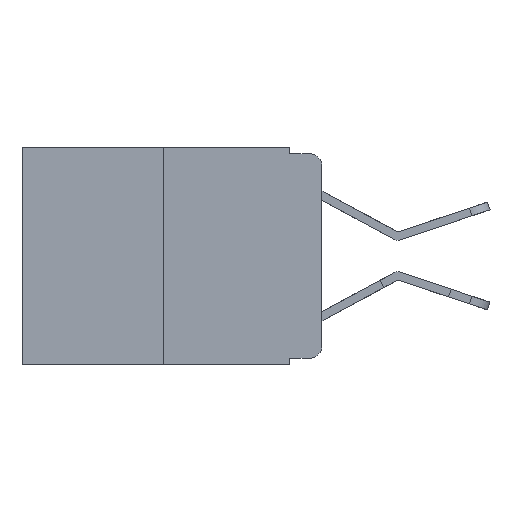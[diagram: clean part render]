
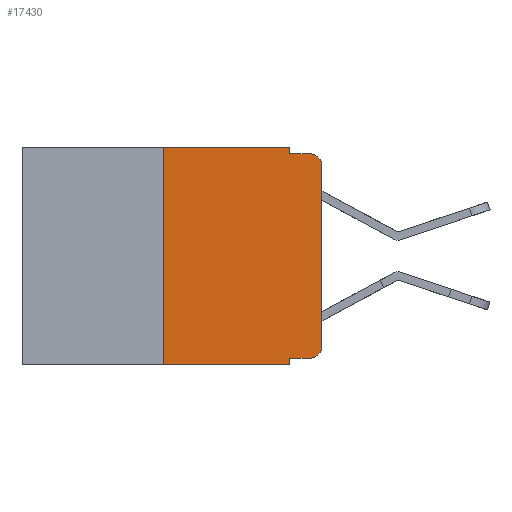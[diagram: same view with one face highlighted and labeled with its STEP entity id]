
A CAD part, left-side view. The second image highlights one B-rep face of the part: STEP entity #17430.
In plain terms, the highlighted planar face has unit normal (-1, 0, 0).
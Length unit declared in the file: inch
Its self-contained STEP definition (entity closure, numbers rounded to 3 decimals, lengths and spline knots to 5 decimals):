
#23 = LINE ( 'NONE', #2253, #11350 ) ;
#751 = EDGE_CURVE ( 'NONE', #15443, #8311, #26231, .T. ) ;
#1296 = VECTOR ( 'NONE', #11534, 39.37008 ) ;
#1503 = CARTESIAN_POINT ( 'NONE',  ( 0., 0.051, 0. ) ) ;
#1723 = DIRECTION ( 'NONE',  ( 1., 0., 0. ) ) ;
#1812 = EDGE_CURVE ( 'NONE', #23345, #4089, #21428, .T. ) ;
#2121 = CARTESIAN_POINT ( 'NONE',  ( 0., 0.473, 0. ) ) ;
#2253 = CARTESIAN_POINT ( 'NONE',  ( 0., 0.473, 0. ) ) ;
#2739 = LINE ( 'NONE', #26197, #2782 ) ;
#2782 = VECTOR ( 'NONE', #13469, 39.37008 ) ;
#2849 = ORIENTED_EDGE ( 'NONE', *, *, #6835, .T. ) ;
#3475 = ORIENTED_EDGE ( 'NONE', *, *, #751, .T. ) ;
#3824 = DIRECTION ( 'NONE',  ( 0., 0., -1. ) ) ;
#3877 = CIRCLE ( 'NONE', #20386, 0.02 ) ;
#4089 = VERTEX_POINT ( 'NONE', #21361 ) ;
#4230 = CARTESIAN_POINT ( 'NONE',  ( 0., 0.051, -0.343 ) ) ;
#4231 = FACE_OUTER_BOUND ( 'NONE', #7226, .T. ) ;
#4312 = ORIENTED_EDGE ( 'NONE', *, *, #19789, .F. ) ;
#5491 = CARTESIAN_POINT ( 'NONE',  ( 0., 0., -0.03 ) ) ;
#5721 = LINE ( 'NONE', #26678, #17255 ) ;
#5937 = CARTESIAN_POINT ( 'NONE',  ( 0., 0.051, -0.01 ) ) ;
#6708 = DIRECTION ( 'NONE',  ( 0., -1., 0. ) ) ;
#6835 = EDGE_CURVE ( 'NONE', #8311, #25060, #3877, .T. ) ;
#7226 = EDGE_LOOP ( 'NONE', ( #17636, #13269, #24654, #9063, #21722, #4312, #12217, #13062, #3475, #2849 ) ) ;
#7378 = VERTEX_POINT ( 'NONE', #4230 ) ;
#8249 = PLANE ( 'NONE',  #10866 ) ;
#8311 = VERTEX_POINT ( 'NONE', #19629 ) ;
#8956 = VECTOR ( 'NONE', #26429, 39.37008 ) ;
#9063 = ORIENTED_EDGE ( 'NONE', *, *, #15185, .F. ) ;
#9350 = LINE ( 'NONE', #17896, #8956 ) ;
#9899 = DIRECTION ( 'NONE',  ( 0., 0., 1. ) ) ;
#10866 = AXIS2_PLACEMENT_3D ( 'NONE', #2121, #1723, #3824 ) ;
#11350 = VECTOR ( 'NONE', #6708, 39.37008 ) ;
#11534 = DIRECTION ( 'NONE',  ( 0., -1., 0. ) ) ;
#11569 = EDGE_CURVE ( 'NONE', #25060, #23345, #18839, .T. ) ;
#12217 = ORIENTED_EDGE ( 'NONE', *, *, #15447, .T. ) ;
#12340 = VECTOR ( 'NONE', #14024, 39.37008 ) ;
#12711 = EDGE_CURVE ( 'NONE', #15443, #7378, #9350, .T. ) ;
#13062 = ORIENTED_EDGE ( 'NONE', *, *, #12711, .F. ) ;
#13182 = CARTESIAN_POINT ( 'NONE',  ( 0., 0.051, -0.333 ) ) ;
#13269 = ORIENTED_EDGE ( 'NONE', *, *, #1812, .T. ) ;
#13287 = CARTESIAN_POINT ( 'NONE',  ( 0., 0.02, -0.03 ) ) ;
#13469 = DIRECTION ( 'NONE',  ( 0., -1., 0. ) ) ;
#14024 = DIRECTION ( 'NONE',  ( 0., -1., 0. ) ) ;
#14186 = DIRECTION ( 'NONE',  ( 0., 0., -1. ) ) ;
#14262 = DIRECTION ( 'NONE',  ( -1., 0., 0. ) ) ;
#14621 = DIRECTION ( 'NONE',  ( 0., 0., 1. ) ) ;
#14939 = VERTEX_POINT ( 'NONE', #17839 ) ;
#15185 = EDGE_CURVE ( 'NONE', #17798, #18724, #20373, .T. ) ;
#15443 = VERTEX_POINT ( 'NONE', #13182 ) ;
#15447 = EDGE_CURVE ( 'NONE', #18200, #7378, #2739, .T. ) ;
#16059 = AXIS2_PLACEMENT_3D ( 'NONE', #13287, #14262, #18481 ) ;
#16947 = VECTOR ( 'NONE', #14621, 39.37008 ) ;
#17255 = VECTOR ( 'NONE', #9899, 39.37008 ) ;
#17430 = ADVANCED_FACE ( 'NONE', ( #4231 ), #8249, .F. ) ;
#17636 = ORIENTED_EDGE ( 'NONE', *, *, #11569, .T. ) ;
#17798 = VERTEX_POINT ( 'NONE', #20566 ) ;
#17839 = CARTESIAN_POINT ( 'NONE',  ( 0., 0.25, 0. ) ) ;
#17896 = CARTESIAN_POINT ( 'NONE',  ( 0., 0.051, 0. ) ) ;
#17982 = CARTESIAN_POINT ( 'NONE',  ( 0., 0.051, -0.333 ) ) ;
#18200 = VERTEX_POINT ( 'NONE', #18420 ) ;
#18420 = CARTESIAN_POINT ( 'NONE',  ( 0., 0.25, -0.343 ) ) ;
#18481 = DIRECTION ( 'NONE',  ( 0., 0., -1. ) ) ;
#18724 = VERTEX_POINT ( 'NONE', #5937 ) ;
#18839 = LINE ( 'NONE', #25250, #16947 ) ;
#19344 = DIRECTION ( 'NONE',  ( 0., 0., -1. ) ) ;
#19629 = CARTESIAN_POINT ( 'NONE',  ( 0., 0.02, -0.333 ) ) ;
#19789 = EDGE_CURVE ( 'NONE', #18200, #14939, #5721, .T. ) ;
#20373 = LINE ( 'NONE', #1503, #26862 ) ;
#20386 = AXIS2_PLACEMENT_3D ( 'NONE', #21043, #25900, #19344 ) ;
#20498 = CARTESIAN_POINT ( 'NONE',  ( 0., 0.051, -0.01 ) ) ;
#20566 = CARTESIAN_POINT ( 'NONE',  ( 0., 0.051, 0. ) ) ;
#21043 = CARTESIAN_POINT ( 'NONE',  ( 0., 0.02, -0.313 ) ) ;
#21361 = CARTESIAN_POINT ( 'NONE',  ( 0., 0.02, -0.01 ) ) ;
#21428 = CIRCLE ( 'NONE', #16059, 0.02 ) ;
#21722 = ORIENTED_EDGE ( 'NONE', *, *, #22678, .F. ) ;
#22678 = EDGE_CURVE ( 'NONE', #14939, #17798, #23, .T. ) ;
#23345 = VERTEX_POINT ( 'NONE', #5491 ) ;
#24526 = EDGE_CURVE ( 'NONE', #18724, #4089, #24818, .T. ) ;
#24654 = ORIENTED_EDGE ( 'NONE', *, *, #24526, .F. ) ;
#24818 = LINE ( 'NONE', #20498, #12340 ) ;
#25060 = VERTEX_POINT ( 'NONE', #26837 ) ;
#25250 = CARTESIAN_POINT ( 'NONE',  ( 0., 0., 0. ) ) ;
#25900 = DIRECTION ( 'NONE',  ( -1., 0., 0. ) ) ;
#26197 = CARTESIAN_POINT ( 'NONE',  ( 0., 0.473, -0.343 ) ) ;
#26231 = LINE ( 'NONE', #17982, #1296 ) ;
#26429 = DIRECTION ( 'NONE',  ( 0., 0., -1. ) ) ;
#26678 = CARTESIAN_POINT ( 'NONE',  ( 0., 0.25, 0. ) ) ;
#26837 = CARTESIAN_POINT ( 'NONE',  ( 0., 0., -0.313 ) ) ;
#26862 = VECTOR ( 'NONE', #14186, 39.37008 ) ;
